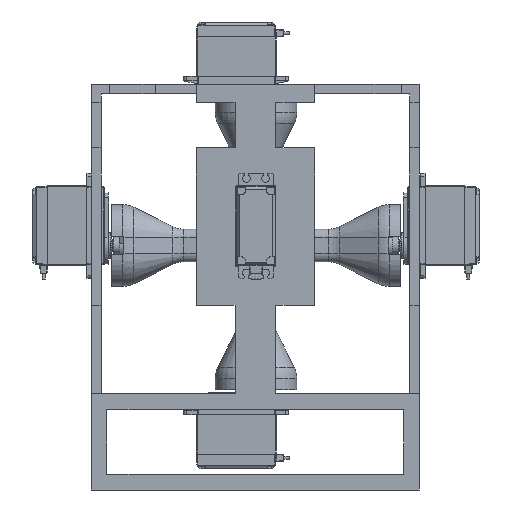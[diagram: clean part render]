
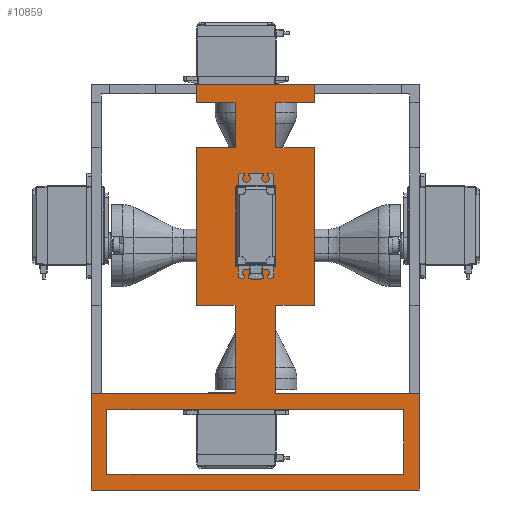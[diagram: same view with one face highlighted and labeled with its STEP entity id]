
A CAD part, left-side view. The second image highlights one B-rep face of the part: STEP entity #10859.
In plain terms, the highlighted planar face has unit normal (-1, 0, 0).
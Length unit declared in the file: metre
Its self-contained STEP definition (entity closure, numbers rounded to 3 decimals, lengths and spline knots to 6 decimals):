
#1058=LINE('',#17850,#2320);
#1067=LINE('',#17869,#2329);
#1094=LINE('',#17924,#2356);
#1098=LINE('',#17933,#2360);
#1151=LINE('',#18043,#2413);
#1260=LINE('',#18257,#2522);
#1261=LINE('',#18258,#2523);
#1262=LINE('',#18259,#2524);
#1263=LINE('',#18261,#2525);
#1264=LINE('',#18262,#2526);
#1265=LINE('',#18264,#2527);
#1266=LINE('',#18266,#2528);
#1267=LINE('',#18268,#2529);
#1268=LINE('',#18270,#2530);
#1269=LINE('',#18272,#2531);
#1270=LINE('',#18274,#2532);
#1271=LINE('',#18276,#2533);
#1272=LINE('',#18277,#2534);
#1273=LINE('',#18279,#2535);
#1274=LINE('',#18281,#2536);
#1275=LINE('',#18283,#2537);
#1276=LINE('',#18285,#2538);
#1277=LINE('',#18287,#2539);
#1278=LINE('',#18289,#2540);
#1279=LINE('',#18290,#2541);
#1280=LINE('',#18293,#2542);
#1281=LINE('',#18295,#2543);
#1282=LINE('',#18297,#2544);
#2320=VECTOR('',#14887,1.);
#2329=VECTOR('',#14898,1.);
#2356=VECTOR('',#14927,1.);
#2360=VECTOR('',#14933,1.);
#2413=VECTOR('',#15004,1.);
#2522=VECTOR('',#15129,1.);
#2523=VECTOR('',#15130,1.);
#2524=VECTOR('',#15131,1.);
#2525=VECTOR('',#15132,1.);
#2526=VECTOR('',#15133,1.);
#2527=VECTOR('',#15134,1.);
#2528=VECTOR('',#15135,1.);
#2529=VECTOR('',#15136,1.);
#2530=VECTOR('',#15137,1.);
#2531=VECTOR('',#15138,1.);
#2532=VECTOR('',#15139,1.);
#2533=VECTOR('',#15140,1.);
#2534=VECTOR('',#15141,1.);
#2535=VECTOR('',#15142,1.);
#2536=VECTOR('',#15143,1.);
#2537=VECTOR('',#15144,1.);
#2538=VECTOR('',#15145,1.);
#2539=VECTOR('',#15146,1.);
#2540=VECTOR('',#15147,1.);
#2541=VECTOR('',#15148,1.);
#2542=VECTOR('',#15149,1.);
#2543=VECTOR('',#15150,1.);
#2544=VECTOR('',#15151,1.);
#3163=PLANE('',#12726);
#5449=ORIENTED_EDGE('',*,*,#7521,.F.);
#5450=ORIENTED_EDGE('',*,*,#7359,.F.);
#5451=ORIENTED_EDGE('',*,*,#7522,.F.);
#5452=ORIENTED_EDGE('',*,*,#7355,.F.);
#5453=ORIENTED_EDGE('',*,*,#7523,.T.);
#5454=ORIENTED_EDGE('',*,*,#7328,.F.);
#5455=ORIENTED_EDGE('',*,*,#7524,.F.);
#5456=ORIENTED_EDGE('',*,*,#7319,.T.);
#5457=ORIENTED_EDGE('',*,*,#7525,.T.);
#5458=ORIENTED_EDGE('',*,*,#7526,.T.);
#5459=ORIENTED_EDGE('',*,*,#7527,.T.);
#5460=ORIENTED_EDGE('',*,*,#7528,.F.);
#5461=ORIENTED_EDGE('',*,*,#7529,.F.);
#5462=ORIENTED_EDGE('',*,*,#7530,.F.);
#5463=ORIENTED_EDGE('',*,*,#7531,.F.);
#5464=ORIENTED_EDGE('',*,*,#7532,.T.);
#5465=ORIENTED_EDGE('',*,*,#7412,.T.);
#5466=ORIENTED_EDGE('',*,*,#7533,.F.);
#5467=ORIENTED_EDGE('',*,*,#7534,.F.);
#5468=ORIENTED_EDGE('',*,*,#7535,.T.);
#5469=ORIENTED_EDGE('',*,*,#7536,.F.);
#5470=ORIENTED_EDGE('',*,*,#7537,.T.);
#5471=ORIENTED_EDGE('',*,*,#7538,.T.);
#5472=ORIENTED_EDGE('',*,*,#7539,.F.);
#5473=ORIENTED_EDGE('',*,*,#7540,.T.);
#5474=ORIENTED_EDGE('',*,*,#7541,.T.);
#5475=ORIENTED_EDGE('',*,*,#7542,.F.);
#5476=ORIENTED_EDGE('',*,*,#7543,.F.);
#7319=EDGE_CURVE('',#8503,#8502,#1058,.T.);
#7328=EDGE_CURVE('',#8511,#8512,#1067,.T.);
#7355=EDGE_CURVE('',#8538,#8539,#1094,.T.);
#7359=EDGE_CURVE('',#8542,#8543,#1098,.T.);
#7412=EDGE_CURVE('',#8591,#8590,#1151,.T.);
#7521=EDGE_CURVE('',#8543,#8538,#1260,.T.);
#7522=EDGE_CURVE('',#8539,#8542,#1261,.T.);
#7523=EDGE_CURVE('',#8688,#8512,#1262,.T.);
#7524=EDGE_CURVE('',#8503,#8511,#1263,.T.);
#7525=EDGE_CURVE('',#8502,#8689,#1264,.T.);
#7526=EDGE_CURVE('',#8689,#8690,#1265,.T.);
#7527=EDGE_CURVE('',#8690,#8691,#1266,.T.);
#7528=EDGE_CURVE('',#8692,#8691,#1267,.T.);
#7529=EDGE_CURVE('',#8693,#8692,#1268,.T.);
#7530=EDGE_CURVE('',#8694,#8693,#1269,.T.);
#7531=EDGE_CURVE('',#8695,#8694,#1270,.T.);
#7532=EDGE_CURVE('',#8695,#8591,#1271,.T.);
#7533=EDGE_CURVE('',#8696,#8590,#1272,.T.);
#7534=EDGE_CURVE('',#8697,#8696,#1273,.T.);
#7535=EDGE_CURVE('',#8697,#8698,#1274,.T.);
#7536=EDGE_CURVE('',#8699,#8698,#1275,.T.);
#7537=EDGE_CURVE('',#8699,#8700,#1276,.T.);
#7538=EDGE_CURVE('',#8700,#8701,#1277,.T.);
#7539=EDGE_CURVE('',#8688,#8701,#1278,.T.);
#7540=EDGE_CURVE('',#8702,#8703,#1279,.T.);
#7541=EDGE_CURVE('',#8703,#8704,#1280,.T.);
#7542=EDGE_CURVE('',#8705,#8704,#1281,.T.);
#7543=EDGE_CURVE('',#8702,#8705,#1282,.T.);
#8502=VERTEX_POINT('',#17849);
#8503=VERTEX_POINT('',#17851);
#8511=VERTEX_POINT('',#17868);
#8512=VERTEX_POINT('',#17870);
#8538=VERTEX_POINT('',#17923);
#8539=VERTEX_POINT('',#17925);
#8542=VERTEX_POINT('',#17932);
#8543=VERTEX_POINT('',#17934);
#8590=VERTEX_POINT('',#18042);
#8591=VERTEX_POINT('',#18044);
#8688=VERTEX_POINT('',#18260);
#8689=VERTEX_POINT('',#18263);
#8690=VERTEX_POINT('',#18265);
#8691=VERTEX_POINT('',#18267);
#8692=VERTEX_POINT('',#18269);
#8693=VERTEX_POINT('',#18271);
#8694=VERTEX_POINT('',#18273);
#8695=VERTEX_POINT('',#18275);
#8696=VERTEX_POINT('',#18278);
#8697=VERTEX_POINT('',#18280);
#8698=VERTEX_POINT('',#18282);
#8699=VERTEX_POINT('',#18284);
#8700=VERTEX_POINT('',#18286);
#8701=VERTEX_POINT('',#18288);
#8702=VERTEX_POINT('',#18291);
#8703=VERTEX_POINT('',#18292);
#8704=VERTEX_POINT('',#18294);
#8705=VERTEX_POINT('',#18296);
#9523=EDGE_LOOP('',(#5449,#5450,#5451,#5452));
#9524=EDGE_LOOP('',(#5453,#5454,#5455,#5456,#5457,#5458,#5459,#5460,#5461,
#5462,#5463,#5464,#5465,#5466,#5467,#5468,#5469,#5470,#5471,#5472));
#9525=EDGE_LOOP('',(#5473,#5474,#5475,#5476));
#10178=FACE_BOUND('',#9523,.T.);
#10179=FACE_BOUND('',#9524,.T.);
#10180=FACE_BOUND('',#9525,.T.);
#10859=ADVANCED_FACE('',(#10178,#10179,#10180),#3163,.T.);
#12726=AXIS2_PLACEMENT_3D('',#18256,#15127,#15128);
#14887=DIRECTION('',(0.,0.,1.));
#14898=DIRECTION('',(0.,0.,1.));
#14927=DIRECTION('',(0.,0.,-1.));
#14933=DIRECTION('',(0.,0.,1.));
#15004=DIRECTION('',(0.,1.,0.));
#15127=DIRECTION('',(-1.,0.,0.));
#15128=DIRECTION('',(0.,0.,1.));
#15129=DIRECTION('',(0.,1.,0.));
#15130=DIRECTION('',(0.,-1.,0.));
#15131=DIRECTION('',(0.,1.,0.));
#15132=DIRECTION('',(0.,1.,0.));
#15133=DIRECTION('',(0.,1.,0.));
#15134=DIRECTION('',(0.,0.,1.));
#15135=DIRECTION('',(0.,-1.,0.));
#15136=DIRECTION('',(0.,0.,-1.));
#15137=DIRECTION('',(0.,-1.,0.));
#15138=DIRECTION('',(0.,0.,-1.));
#15139=DIRECTION('',(0.,1.,0.));
#15140=DIRECTION('',(0.,0.,1.));
#15141=DIRECTION('',(0.,0.,1.));
#15142=DIRECTION('',(0.,1.,0.));
#15143=DIRECTION('',(0.,0.,-1.));
#15144=DIRECTION('',(0.,-1.,0.));
#15145=DIRECTION('',(0.,0.,-1.));
#15146=DIRECTION('',(0.,-1.,0.));
#15147=DIRECTION('',(0.,0.,1.));
#15148=DIRECTION('',(0.,-1.,0.));
#15149=DIRECTION('',(0.,0.,-1.));
#15150=DIRECTION('',(0.,-1.,0.));
#15151=DIRECTION('',(0.,0.,-1.));
#17849=CARTESIAN_POINT('',(0.,-0.1688,0.0094));
#17850=CARTESIAN_POINT('',(0.,-0.1688,0.0844));
#17851=CARTESIAN_POINT('',(0.,-0.1688,-0.04));
#17868=CARTESIAN_POINT('',(0.,0.,-0.04));
#17869=CARTESIAN_POINT('',(0.,0.,0.0844));
#17870=CARTESIAN_POINT('',(0.,0.,0.0094));
#17923=CARTESIAN_POINT('',(0.,-0.008,0.0014));
#17924=CARTESIAN_POINT('',(0.,-0.008,-0.0153));
#17925=CARTESIAN_POINT('',(0.,-0.008,-0.032));
#17932=CARTESIAN_POINT('',(0.,-0.1608,-0.032));
#17933=CARTESIAN_POINT('',(0.,-0.1608,-0.0153));
#17934=CARTESIAN_POINT('',(0.,-0.1608,0.0014));
#18042=CARTESIAN_POINT('',(0.,-0.0539,0.1688));
#18043=CARTESIAN_POINT('',(0.,-0.1688,0.1688));
#18044=CARTESIAN_POINT('',(0.,-0.1149,0.1688));
#18256=CARTESIAN_POINT('',(0.,-0.1688,0.0844));
#18257=CARTESIAN_POINT('',(0.,-0.04095,0.0014));
#18258=CARTESIAN_POINT('',(0.,-0.0844,-0.032));
#18259=CARTESIAN_POINT('',(0.,-0.1688,0.0094));
#18260=CARTESIAN_POINT('',(0.,-0.0739,0.0094));
#18261=CARTESIAN_POINT('',(0.,-0.1688,-0.04));
#18262=CARTESIAN_POINT('',(0.,-0.1688,0.0094));
#18263=CARTESIAN_POINT('',(0.,-0.0949,0.0094));
#18264=CARTESIAN_POINT('',(0.,-0.0949,0.0844));
#18265=CARTESIAN_POINT('',(0.,-0.0949,0.055));
#18266=CARTESIAN_POINT('',(0.,-0.1688,0.055));
#18267=CARTESIAN_POINT('',(0.,-0.1149,0.055));
#18268=CARTESIAN_POINT('',(0.,-0.1149,0.0844));
#18269=CARTESIAN_POINT('',(0.,-0.1149,0.136));
#18270=CARTESIAN_POINT('',(0.,-0.1688,0.136));
#18271=CARTESIAN_POINT('',(0.,-0.0949,0.136));
#18272=CARTESIAN_POINT('',(0.,-0.0949,0.0844));
#18273=CARTESIAN_POINT('',(0.,-0.0949,0.1594));
#18274=CARTESIAN_POINT('',(0.,-0.1688,0.1594));
#18275=CARTESIAN_POINT('',(0.,-0.1149,0.1594));
#18276=CARTESIAN_POINT('',(0.,-0.1149,0.009398));
#18277=CARTESIAN_POINT('',(0.,-0.0539,0.009398));
#18278=CARTESIAN_POINT('',(0.,-0.0539,0.1594));
#18279=CARTESIAN_POINT('',(0.,-0.1688,0.1594));
#18280=CARTESIAN_POINT('',(0.,-0.0739,0.1594));
#18281=CARTESIAN_POINT('',(0.,-0.0739,0.0844));
#18282=CARTESIAN_POINT('',(0.,-0.0739,0.136));
#18283=CARTESIAN_POINT('',(0.,-0.1688,0.136));
#18284=CARTESIAN_POINT('',(0.,-0.0539,0.136));
#18285=CARTESIAN_POINT('',(0.,-0.0539,0.0844));
#18286=CARTESIAN_POINT('',(0.,-0.0539,0.055));
#18287=CARTESIAN_POINT('',(0.,-0.1688,0.055));
#18288=CARTESIAN_POINT('',(0.,-0.0739,0.055));
#18289=CARTESIAN_POINT('',(0.,-0.0739,0.0844));
#18290=CARTESIAN_POINT('',(0.,-0.1688,0.116));
#18291=CARTESIAN_POINT('',(0.,-0.0739,0.116));
#18292=CARTESIAN_POINT('',(0.,-0.0949,0.116));
#18293=CARTESIAN_POINT('',(0.,-0.0949,0.0844));
#18294=CARTESIAN_POINT('',(0.,-0.0949,0.075));
#18295=CARTESIAN_POINT('',(0.,-0.1688,0.075));
#18296=CARTESIAN_POINT('',(0.,-0.0739,0.075));
#18297=CARTESIAN_POINT('',(0.,-0.0739,0.0844));
